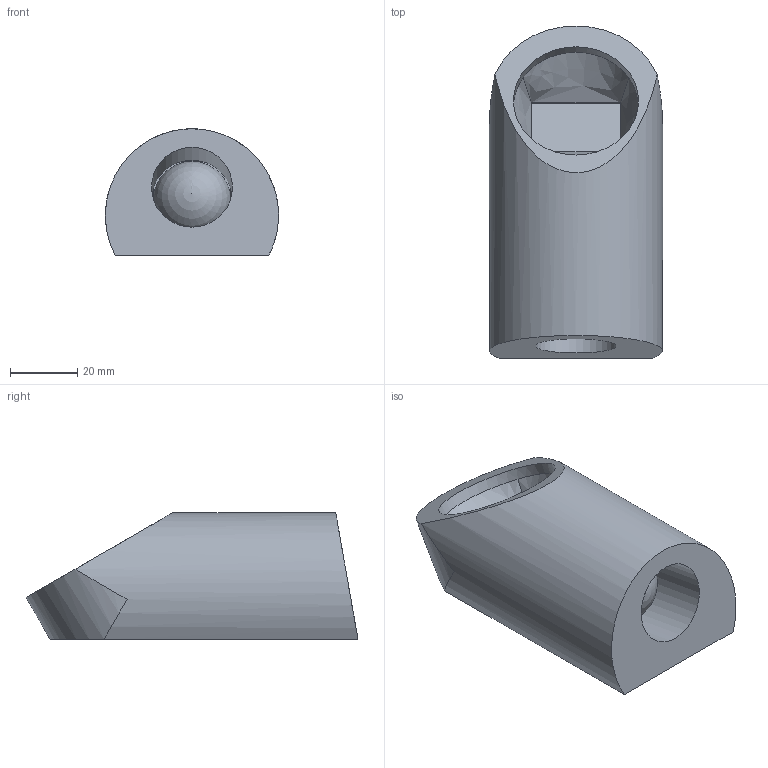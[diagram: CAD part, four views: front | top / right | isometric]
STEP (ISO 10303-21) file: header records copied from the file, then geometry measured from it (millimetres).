
FILE_DESCRIPTION(/* description */ (''),/* implementation_level */ '2;1');
FILE_NAME(/* name */ 'PIR_OLED_Housing.step',/* time_stamp */ '2024-01-09T11:19:09-07:00',/* author */ (''),/* organization */ (''),/* preprocessor_version */ 'ST-DEVELOPER v20',/* originating_system */ 'Autodesk Translation Framework v12.14.0.127',/* authorisation */ '');
FILE_SCHEMA (('AUTOMOTIVE_DESIGN { 1 0 10303 214 3 1 1 }'));
Length unit declared in the file: millimetre
Products named in the file (21): capteur PIR; PIR Housing; SSD1306_OLED_Display(128x64); board; screen; pin_header; soldering; smd_capacitor; smd_capacitor (1); 914_smd_resistor; 472_smd_resistor; t4_smd_diode; smd_capacitor (2); smd_capacitor (3); smd_capacitor (4); smd_capacitor (5); smd_capacitor (6); 472_smd_resistor (1); SOT-23_XC6206 v3; smd_capacitor (7); flat_cable
Assembly tree (22 placements, depth 3):
  capteur PIR
    PIR Housing
    SSD1306_OLED_Display(128x64)
      board
      screen
      pin_header
      soldering
      smd_capacitor
      smd_capacitor (1)
      914_smd_resistor
      472_smd_resistor  x3
      t4_smd_diode
      smd_capacitor (2)
      smd_capacitor (3)
      smd_capacitor (4)
      smd_capacitor (5)
      smd_capacitor (6)
      472_smd_resistor (1)
      SOT-23_XC6206 v3
      smd_capacitor (7)
      flat_cable
Bounding box: 51.36 x 98.44 x 37.51 mm (x, y, z)
Volume: 83493.6 mm3; surface area: 28501.4 mm2
Topology: 73 solids, 73 shells, 1342 faces, 3376 edges, 2235 vertices
Faces by surface type: plane 860, bspline 418, cylinder 59, torus 4, sphere 1
Full cylindrical faces by diameter (mm): 1 x4, 1.2 x8, 2 x6, 3 x8, 4 x4, 24 x1, 37.1 x1
Entity records: 41573 total; most frequent: CARTESIAN_POINT 14090, ORIENTED_EDGE 6042, DIRECTION 4248, EDGE_CURVE 3021, LINE 2166, VECTOR 2166, VERTEX_POINT 1999, EDGE_LOOP 1300
